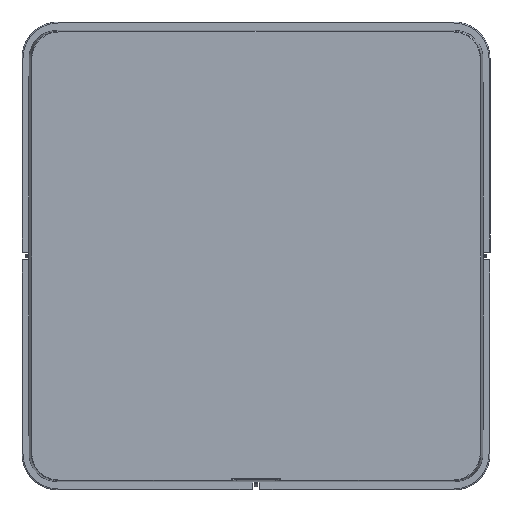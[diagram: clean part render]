
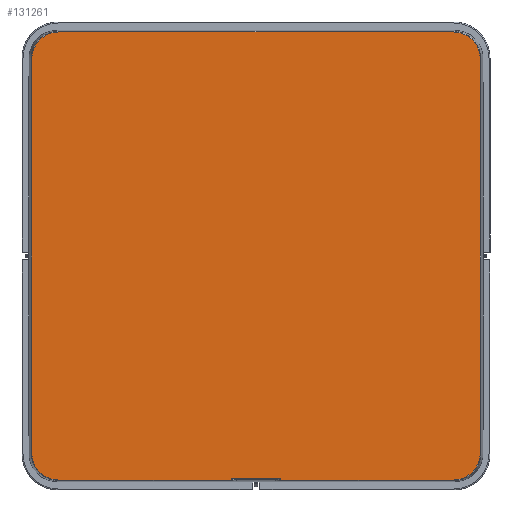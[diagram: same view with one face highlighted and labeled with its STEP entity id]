
A CAD part, left-side view. The second image highlights one B-rep face of the part: STEP entity #131261.
In plain terms, the highlighted planar face has unit normal (-1, 0, 0).
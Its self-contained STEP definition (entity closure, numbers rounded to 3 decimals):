
#120671=CARTESIAN_POINT(' ',(0.,-74.325,65.468));
#120676=DIRECTION(' ',(0.,0.,-1.));
#120681=VECTOR(' ',#120676,1.);
#120686=LINE('',#120671,#120681);
#120691=CARTESIAN_POINT(' ',(0.,-74.325,65.468));
#120692=VERTEX_POINT(' ',#120691);
#120696=CARTESIAN_POINT(' ',(0.,-74.325,-65.468));
#120697=VERTEX_POINT(' ',#120696);
#120701=EDGE_CURVE(' ',#120692,#120697,#120686,.T.);
#130641=DIRECTION(' ',(-1.,-0.,-0.));
#130646=CARTESIAN_POINT(' ',(0.,74.325,74.312));
#130651=DIRECTION(' ',(0.,0.,-1.));
#130656=AXIS2_PLACEMENT_3D(' ',#130646,#130641,#130651);
#130661=PLANE('',#130656);
#130666=CARTESIAN_POINT(' ',(0.,65.419,74.312));
#130671=CARTESIAN_POINT(' ',(0.,67.754,74.312));
#130676=CARTESIAN_POINT(' ',(0.,69.979,73.408));
#130681=CARTESIAN_POINT(' ',(0.,72.322,71.147));
#130686=CARTESIAN_POINT(' ',(0.,72.917,70.348));
#130691=CARTESIAN_POINT(' ',(0.,73.991,68.247));
#130696=CARTESIAN_POINT(' ',(0.,74.325,66.871));
#130701=CARTESIAN_POINT(' ',(0.,74.325,65.468));
#130706=B_SPLINE_CURVE_WITH_KNOTS('',3,(#130666,#130671,#130676,#130681,#130686,#130691,#130696,#130701),.UNSPECIFIED.,.F.,.U.,(4,2,2,4),(0.,0.495,0.703,1.),.UNSPECIFIED.);
#130711=CARTESIAN_POINT(' ',(0.,65.419,74.312));
#130712=VERTEX_POINT(' ',#130711);
#130716=CARTESIAN_POINT(' ',(0.,74.325,65.468));
#130717=VERTEX_POINT(' ',#130716);
#130721=EDGE_CURVE(' ',#130712,#130717,#130706,.T.);
#130726=ORIENTED_EDGE(' ',*,*,#130721,.T.);
#130731=CARTESIAN_POINT(' ',(0.,74.325,65.468));
#130736=DIRECTION(' ',(0.,0.,-1.));
#130741=VECTOR(' ',#130736,1.);
#130746=LINE('',#130731,#130741);
#130751=CARTESIAN_POINT(' ',(0.,74.325,-65.467));
#130752=VERTEX_POINT(' ',#130751);
#130756=EDGE_CURVE(' ',#130717,#130752,#130746,.T.);
#130761=ORIENTED_EDGE(' ',*,*,#130756,.T.);
#130766=CARTESIAN_POINT(' ',(0.,65.419,-74.312));
#130771=CARTESIAN_POINT(' ',(0.,66.812,-74.312));
#130776=CARTESIAN_POINT(' ',(0.,68.195,-73.987));
#130781=CARTESIAN_POINT(' ',(0.,70.471,-72.848));
#130786=CARTESIAN_POINT(' ',(0.,71.403,-72.127));
#130791=CARTESIAN_POINT(' ',(0.,72.921,-70.381));
#130796=CARTESIAN_POINT(' ',(0.,73.506,-69.357));
#130801=CARTESIAN_POINT(' ',(0.,74.172,-67.362));
#130806=CARTESIAN_POINT(' ',(0.,74.325,-66.415));
#130811=CARTESIAN_POINT(' ',(0.,74.325,-65.467));
#130816=B_SPLINE_CURVE_WITH_KNOTS('',3,(#130766,#130771,#130776,#130781,#130786,#130791,#130796,#130801,#130806,#130811),.UNSPECIFIED.,.F.,.U.,(4,2,2,2,4),(0.,0.299,0.547,0.796,1.),.UNSPECIFIED.);
#130821=CARTESIAN_POINT(' ',(0.,65.419,-74.312));
#130822=VERTEX_POINT(' ',#130821);
#130826=EDGE_CURVE(' ',#130822,#130752,#130816,.T.);
#130831=ORIENTED_EDGE(' ',*,*,#130826,.F.);
#130836=CARTESIAN_POINT(' ',(0.,8.218,-74.312));
#130841=DIRECTION(' ',(0.,1.,0.));
#130846=VECTOR(' ',#130841,1.);
#130851=LINE('',#130836,#130846);
#130856=CARTESIAN_POINT(' ',(0.,8.218,-74.312));
#130857=VERTEX_POINT(' ',#130856);
#130861=EDGE_CURVE(' ',#130857,#130822,#130851,.T.);
#130866=ORIENTED_EDGE(' ',*,*,#130861,.F.);
#130871=CARTESIAN_POINT(' ',(0.,8.215,-74.142));
#130876=DIRECTION(' ',(-1.,0.,0.));
#130881=DIRECTION(' ',(0.,0.017,-1.));
#130886=AXIS2_PLACEMENT_3D(' ',#130871,#130876,#130881);
#130891=CIRCLE('',#130886,0.17);
#130896=CARTESIAN_POINT(' ',(0.,8.124,-74.286));
#130897=VERTEX_POINT(' ',#130896);
#130901=EDGE_CURVE(' ',#130857,#130897,#130891,.T.);
#130906=ORIENTED_EDGE(' ',*,*,#130901,.T.);
#130911=CARTESIAN_POINT(' ',(0.,8.124,-73.658));
#130916=DIRECTION(' ',(0.,0.,-1.));
#130921=VECTOR(' ',#130916,1.);
#130926=LINE('',#130911,#130921);
#130931=CARTESIAN_POINT(' ',(0.,8.124,-73.658));
#130932=VERTEX_POINT(' ',#130931);
#130936=EDGE_CURVE(' ',#130932,#130897,#130926,.T.);
#130941=ORIENTED_EDGE(' ',*,*,#130936,.F.);
#130946=CARTESIAN_POINT(' ',(0.,-8.124,-73.658));
#130951=DIRECTION(' ',(0.,1.,0.));
#130956=VECTOR(' ',#130951,1.);
#130961=LINE('',#130946,#130956);
#130966=CARTESIAN_POINT(' ',(0.,-8.124,-73.658));
#130967=VERTEX_POINT(' ',#130966);
#130971=EDGE_CURVE(' ',#130967,#130932,#130961,.T.);
#130976=ORIENTED_EDGE(' ',*,*,#130971,.F.);
#130981=CARTESIAN_POINT(' ',(0.,-8.124,-73.658));
#130986=DIRECTION(' ',(0.,0.,-1.));
#130991=VECTOR(' ',#130986,1.);
#130996=LINE('',#130981,#130991);
#131001=CARTESIAN_POINT(' ',(0.,-8.124,-74.286));
#131002=VERTEX_POINT(' ',#131001);
#131006=EDGE_CURVE(' ',#130967,#131002,#130996,.T.);
#131011=ORIENTED_EDGE(' ',*,*,#131006,.T.);
#131016=CARTESIAN_POINT(' ',(0.,-8.215,-74.142));
#131021=DIRECTION(' ',(1.,0.,0.));
#131026=DIRECTION(' ',(0.,-0.017,-1.));
#131031=AXIS2_PLACEMENT_3D(' ',#131016,#131021,#131026);
#131036=CIRCLE('',#131031,0.17);
#131041=CARTESIAN_POINT(' ',(0.,-8.218,-74.312));
#131042=VERTEX_POINT(' ',#131041);
#131046=EDGE_CURVE(' ',#131042,#131002,#131036,.T.);
#131051=ORIENTED_EDGE(' ',*,*,#131046,.F.);
#131056=CARTESIAN_POINT(' ',(0.,-8.218,-74.312));
#131061=DIRECTION(' ',(0.,-1.,0.));
#131066=VECTOR(' ',#131061,1.);
#131071=LINE('',#131056,#131066);
#131076=CARTESIAN_POINT(' ',(0.,-65.419,-74.312));
#131077=VERTEX_POINT(' ',#131076);
#131081=EDGE_CURVE(' ',#131042,#131077,#131071,.T.);
#131086=ORIENTED_EDGE(' ',*,*,#131081,.T.);
#131091=CARTESIAN_POINT(' ',(0.,-65.419,-74.312));
#131096=CARTESIAN_POINT(' ',(0.,-67.754,-74.312));
#131101=CARTESIAN_POINT(' ',(0.,-69.979,-73.408));
#131106=CARTESIAN_POINT(' ',(0.,-72.322,-71.147));
#131111=CARTESIAN_POINT(' ',(0.,-72.917,-70.348));
#131116=CARTESIAN_POINT(' ',(0.,-73.991,-68.247));
#131121=CARTESIAN_POINT(' ',(0.,-74.325,-66.871));
#131126=CARTESIAN_POINT(' ',(0.,-74.325,-65.468));
#131131=B_SPLINE_CURVE_WITH_KNOTS('',3,(#131091,#131096,#131101,#131106,#131111,#131116,#131121,#131126),.UNSPECIFIED.,.F.,.U.,(4,2,2,4),(0.,0.495,0.703,1.),.UNSPECIFIED.);
#131136=EDGE_CURVE(' ',#131077,#120697,#131131,.T.);
#131141=ORIENTED_EDGE(' ',*,*,#131136,.T.);
#131146=ORIENTED_EDGE(' ',*,*,#120701,.F.);
#131151=CARTESIAN_POINT(' ',(0.,-65.419,74.312));
#131156=CARTESIAN_POINT(' ',(0.,-66.812,74.312));
#131161=CARTESIAN_POINT(' ',(0.,-68.195,73.987));
#131166=CARTESIAN_POINT(' ',(0.,-70.471,72.848));
#131171=CARTESIAN_POINT(' ',(0.,-71.403,72.127));
#131176=CARTESIAN_POINT(' ',(0.,-72.921,70.381));
#131181=CARTESIAN_POINT(' ',(0.,-73.506,69.357));
#131186=CARTESIAN_POINT(' ',(0.,-74.172,67.362));
#131191=CARTESIAN_POINT(' ',(0.,-74.325,66.416));
#131196=CARTESIAN_POINT(' ',(0.,-74.325,65.468));
#131201=B_SPLINE_CURVE_WITH_KNOTS('',3,(#131151,#131156,#131161,#131166,#131171,#131176,#131181,#131186,#131191,#131196),.UNSPECIFIED.,.F.,.U.,(4,2,2,2,4),(0.,0.299,0.547,0.796,1.),.UNSPECIFIED.);
#131206=CARTESIAN_POINT(' ',(0.,-65.419,74.312));
#131207=VERTEX_POINT(' ',#131206);
#131211=EDGE_CURVE(' ',#131207,#120692,#131201,.T.);
#131216=ORIENTED_EDGE(' ',*,*,#131211,.F.);
#131221=CARTESIAN_POINT(' ',(0.,-65.419,74.312));
#131226=DIRECTION(' ',(0.,1.,0.));
#131231=VECTOR(' ',#131226,1.);
#131236=LINE('',#131221,#131231);
#131241=EDGE_CURVE(' ',#131207,#130712,#131236,.T.);
#131246=ORIENTED_EDGE(' ',*,*,#131241,.T.);
#131251=EDGE_LOOP(' ',(#130726,#130761,#130831,#130866,#130906,#130941,#130976,#131011,#131051,#131086,#131141,#131146,#131216,#131246));
#131256=FACE_OUTER_BOUND(' ',#131251,.T.);
#131261=ADVANCED_FACE('',(#131256),#130661,.T.);
